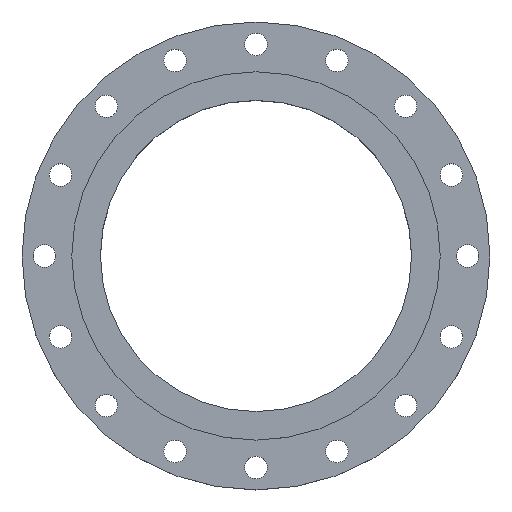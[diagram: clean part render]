
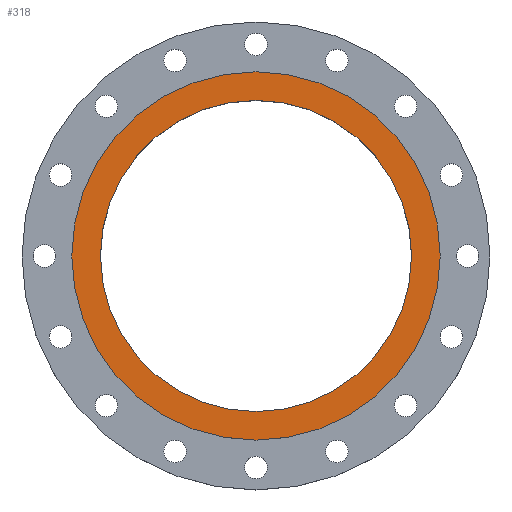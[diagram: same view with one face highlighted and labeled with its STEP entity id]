
A CAD part, top view. The second image highlights one B-rep face of the part: STEP entity #318.
In plain terms, the highlighted planar face has unit normal (0, 0, 1).
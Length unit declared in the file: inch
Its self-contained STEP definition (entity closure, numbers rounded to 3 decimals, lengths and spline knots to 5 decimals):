
#7 = EDGE_CURVE ( 'NONE', #185, #1532, #670, .T. ) ;
#149 = ORIENTED_EDGE ( 'NONE', *, *, #1038, .F. ) ;
#172 = CARTESIAN_POINT ( 'NONE',  ( 0., 0., 0. ) ) ;
#181 = DIRECTION ( 'NONE',  ( 1., 0., 0. ) ) ;
#185 = VERTEX_POINT ( 'NONE', #812 ) ;
#222 = EDGE_LOOP ( 'NONE', ( #1306, #1561 ) ) ;
#240 = AXIS2_PLACEMENT_3D ( 'NONE', #811, #1379, #1354 ) ;
#302 = CIRCLE ( 'NONE', #585, 7.8125 ) ;
#318 = ADVANCED_FACE ( 'NONE', ( #854, #741 ), #864, .F. ) ;
#320 = DIRECTION ( 'NONE',  ( 0., 0., 1. ) ) ;
#414 = CARTESIAN_POINT ( 'NONE',  ( 9.25, 0., 0. ) ) ;
#487 = EDGE_LOOP ( 'NONE', ( #1579, #149 ) ) ;
#544 = CARTESIAN_POINT ( 'NONE',  ( 0., 0., 0. ) ) ;
#585 = AXIS2_PLACEMENT_3D ( 'NONE', #172, #1252, #602 ) ;
#602 = DIRECTION ( 'NONE',  ( 1., 0., 0. ) ) ;
#670 = CIRCLE ( 'NONE', #760, 7.8125 ) ;
#732 = CARTESIAN_POINT ( 'NONE',  ( 0., 7.8125, 0. ) ) ;
#741 = FACE_OUTER_BOUND ( 'NONE', #222, .T. ) ;
#751 = DIRECTION ( 'NONE',  ( -1., 0., 0. ) ) ;
#760 = AXIS2_PLACEMENT_3D ( 'NONE', #1105, #841, #181 ) ;
#763 = CIRCLE ( 'NONE', #987, 9.25 ) ;
#811 = CARTESIAN_POINT ( 'NONE',  ( 0., 0., 0. ) ) ;
#812 = CARTESIAN_POINT ( 'NONE',  ( 7.8125, 0., 0. ) ) ;
#816 = VERTEX_POINT ( 'NONE', #414 ) ;
#841 = DIRECTION ( 'NONE',  ( 0., 0., 1. ) ) ;
#854 = FACE_BOUND ( 'NONE', #487, .T. ) ;
#864 = PLANE ( 'NONE',  #1589 ) ;
#888 = EDGE_CURVE ( 'NONE', #1582, #816, #763, .T. ) ;
#902 = EDGE_CURVE ( 'NONE', #816, #1582, #1336, .T. ) ;
#909 = CARTESIAN_POINT ( 'NONE',  ( -9.25, 0., 0. ) ) ;
#940 = DIRECTION ( 'NONE',  ( 1., 0., 0. ) ) ;
#987 = AXIS2_PLACEMENT_3D ( 'NONE', #544, #320, #940 ) ;
#1038 = EDGE_CURVE ( 'NONE', #1532, #185, #302, .T. ) ;
#1066 = CARTESIAN_POINT ( 'NONE',  ( -7.8125, 0., 0. ) ) ;
#1105 = CARTESIAN_POINT ( 'NONE',  ( 0., 0., 0. ) ) ;
#1252 = DIRECTION ( 'NONE',  ( 0., 0., 1. ) ) ;
#1306 = ORIENTED_EDGE ( 'NONE', *, *, #902, .T. ) ;
#1336 = CIRCLE ( 'NONE', #240, 9.25 ) ;
#1354 = DIRECTION ( 'NONE',  ( 1., 0., 0. ) ) ;
#1379 = DIRECTION ( 'NONE',  ( 0., 0., 1. ) ) ;
#1396 = DIRECTION ( 'NONE',  ( 0., 0., -1. ) ) ;
#1532 = VERTEX_POINT ( 'NONE', #1066 ) ;
#1561 = ORIENTED_EDGE ( 'NONE', *, *, #888, .T. ) ;
#1579 = ORIENTED_EDGE ( 'NONE', *, *, #7, .F. ) ;
#1582 = VERTEX_POINT ( 'NONE', #909 ) ;
#1589 = AXIS2_PLACEMENT_3D ( 'NONE', #732, #1396, #751 ) ;
